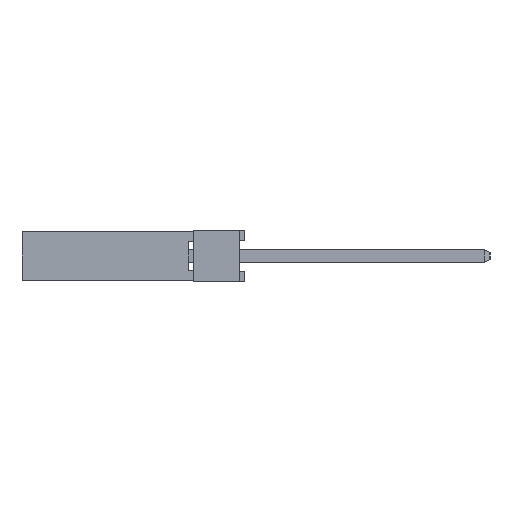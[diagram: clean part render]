
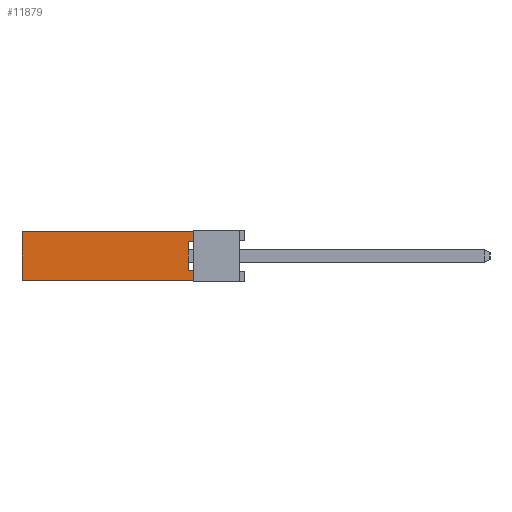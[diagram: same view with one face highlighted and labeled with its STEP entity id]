
A CAD part, left-side view. The second image highlights one B-rep face of the part: STEP entity #11879.
In plain terms, the highlighted planar face has unit normal (-1, 0, 0).
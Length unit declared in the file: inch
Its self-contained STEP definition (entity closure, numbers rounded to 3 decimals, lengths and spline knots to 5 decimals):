
#2815=ORIENTED_EDGE('',*,*,#4847,.T.);
#2816=ORIENTED_EDGE('',*,*,#4677,.T.);
#2817=ORIENTED_EDGE('',*,*,#4773,.F.);
#2818=ORIENTED_EDGE('',*,*,#4887,.F.);
#2819=ORIENTED_EDGE('',*,*,#4767,.T.);
#2820=ORIENTED_EDGE('',*,*,#4728,.T.);
#2821=ORIENTED_EDGE('',*,*,#4886,.T.);
#2822=ORIENTED_EDGE('',*,*,#4888,.T.);
#4677=EDGE_CURVE('',#5926,#5925,#7417,.T.);
#4728=EDGE_CURVE('',#5977,#5976,#7468,.T.);
#4767=EDGE_CURVE('',#6003,#5977,#7507,.T.);
#4773=EDGE_CURVE('',#6007,#5925,#7513,.T.);
#4847=EDGE_CURVE('',#6056,#5926,#7587,.T.);
#4886=EDGE_CURVE('',#5976,#6082,#7626,.T.);
#4887=EDGE_CURVE('',#6003,#6007,#7627,.T.);
#4888=EDGE_CURVE('',#6082,#6056,#7628,.T.);
#5925=VERTEX_POINT('',#18189);
#5926=VERTEX_POINT('',#18191);
#5976=VERTEX_POINT('',#18304);
#5977=VERTEX_POINT('',#18306);
#6003=VERTEX_POINT('',#18372);
#6007=VERTEX_POINT('',#18382);
#6056=VERTEX_POINT('',#18517);
#6082=VERTEX_POINT('',#18596);
#7417=LINE('',#18190,#9061);
#7468=LINE('',#18305,#9112);
#7507=LINE('',#18371,#9151);
#7513=LINE('',#18383,#9157);
#7587=LINE('',#18519,#9231);
#7626=LINE('',#18597,#9270);
#7627=LINE('',#18599,#9271);
#7628=LINE('',#18600,#9272);
#9061=VECTOR('',#14904,39.37008);
#9112=VECTOR('',#14981,39.37008);
#9151=VECTOR('',#15022,39.37008);
#9157=VECTOR('',#15030,39.37008);
#9231=VECTOR('',#15130,39.37008);
#9270=VECTOR('',#15195,39.37008);
#9271=VECTOR('',#15198,39.37008);
#9272=VECTOR('',#15199,39.37008);
#9995=EDGE_LOOP('',(#2815,#2816,#2817,#2818,#2819,#2820,#2821,#2822));
#10647=FACE_BOUND('',#9995,.T.);
#11263=PLANE('',#12571);
#11879=ADVANCED_FACE('',(#10647),#11263,.F.);
#12571=AXIS2_PLACEMENT_3D('',#18598,#15196,#15197);
#14904=DIRECTION('',(0.,0.,1.));
#14981=DIRECTION('',(0.,0.,1.));
#15022=DIRECTION('',(0.,-1.,0.));
#15030=DIRECTION('',(0.,-1.,0.));
#15130=DIRECTION('',(0.,-1.,0.));
#15195=DIRECTION('',(0.,1.,0.));
#15196=DIRECTION('',(1.,0.,0.));
#15197=DIRECTION('',(0.,0.,-1.));
#15198=DIRECTION('',(0.,0.,1.));
#15199=DIRECTION('',(0.,0.,1.));
#18189=CARTESIAN_POINT('',(0.,0.,0.0475));
#18190=CARTESIAN_POINT('',(0.,0.,-0.0475));
#18191=CARTESIAN_POINT('',(0.,0.,0.0275));
#18304=CARTESIAN_POINT('',(0.,0.,-0.0275));
#18305=CARTESIAN_POINT('',(0.,0.,-0.0475));
#18306=CARTESIAN_POINT('',(0.,0.,-0.0475));
#18371=CARTESIAN_POINT('',(0.,0.335,-0.0475));
#18372=CARTESIAN_POINT('',(0.,0.335,-0.0475));
#18382=CARTESIAN_POINT('',(0.,0.335,0.0475));
#18383=CARTESIAN_POINT('',(0.,0.335,0.0475));
#18517=CARTESIAN_POINT('',(0.,0.01,0.0275));
#18519=CARTESIAN_POINT('',(0.,0.01,0.0275));
#18596=CARTESIAN_POINT('',(0.,0.01,-0.0275));
#18597=CARTESIAN_POINT('',(0.,0.,-0.0275));
#18598=CARTESIAN_POINT('',(0.,0.335,-0.0475));
#18599=CARTESIAN_POINT('',(0.,0.335,-0.0475));
#18600=CARTESIAN_POINT('',(0.,0.01,-0.0275));
